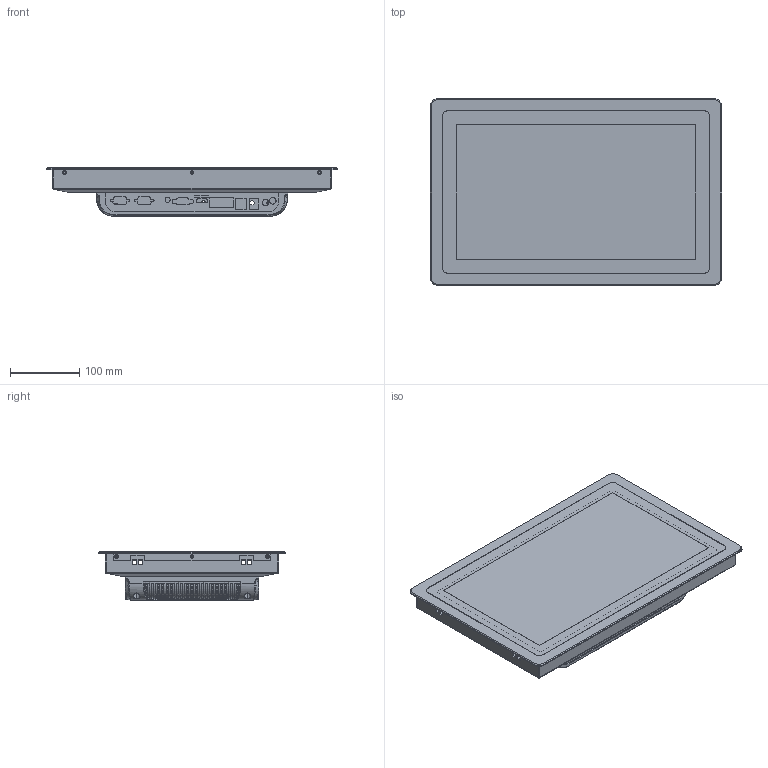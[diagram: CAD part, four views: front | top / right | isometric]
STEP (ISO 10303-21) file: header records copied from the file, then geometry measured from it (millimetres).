
FILE_DESCRIPTION (( 'STEP AP214' ), '1' );
FILE_NAME ('IFC-MW215C.STEP', '2024-10-31T10:57:32', ( 'daohangxitong.com' ), ( 'daohangxitong.com' ), 'SwSTEP 2.0', 'SolidWorks 2018', '' );
FILE_SCHEMA (( 'AUTOMOTIVE_DESIGN' ));
Length unit declared in the file: millimetre
Products named in the file (1): IFC-MW215C
Bounding box: 420 x 269 x 70.21 mm (x, y, z)
Surface area: 667761.4 mm2 (no closed solid volume)
Topology: 0 solids, 15 shells, 1929 faces, 5170 edges, 3328 vertices
Faces by surface type: plane 841, cylinder 743, bspline 263, cone 82
Entity records: 110827 total; most frequent: CARTESIAN_POINT 44911, ORIENTED_EDGE 10288, DIRECTION 7668, EDGE_CURVE 5160, VERTEX_POINT 3328, AXIS2_PLACEMENT_3D 2620, VECTOR 2428, LINE 2428
